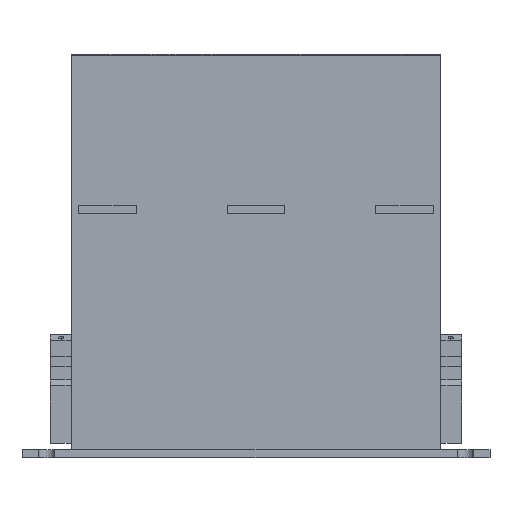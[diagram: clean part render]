
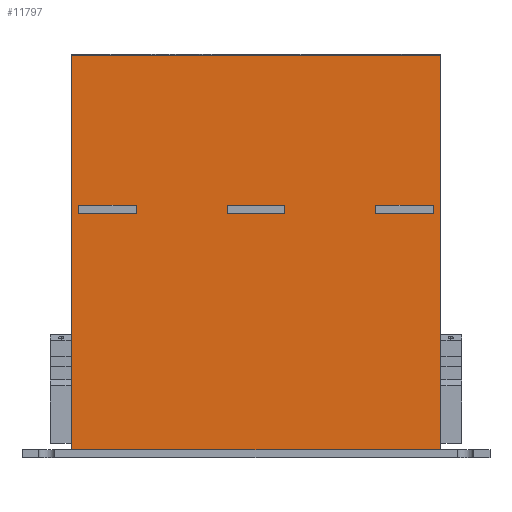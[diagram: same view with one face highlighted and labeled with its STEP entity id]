
A CAD part, front view. The second image highlights one B-rep face of the part: STEP entity #11797.
In plain terms, the highlighted planar face has unit normal (0, -1, 0).
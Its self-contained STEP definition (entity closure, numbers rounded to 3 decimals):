
#695=PLANE('',#12532);
#1311=FACE_OUTER_BOUND('',#1994,.T.);
#1994=EDGE_LOOP('',(#10798,#10799,#10800,#10801));
#3457=LINE('',#18519,#4996);
#3460=LINE('',#18525,#4999);
#3461=LINE('',#18527,#5000);
#3462=LINE('',#18528,#5001);
#4996=VECTOR('',#15219,304.8);
#4999=VECTOR('',#15224,304.8);
#5000=VECTOR('',#15225,304.8);
#5001=VECTOR('',#15226,304.8);
#6197=VERTEX_POINT('',#18515);
#6199=VERTEX_POINT('',#18518);
#6201=VERTEX_POINT('',#18524);
#6202=VERTEX_POINT('',#18526);
#7753=EDGE_CURVE('',#6199,#6197,#3457,.T.);
#7756=EDGE_CURVE('',#6201,#6197,#3460,.T.);
#7757=EDGE_CURVE('',#6202,#6201,#3461,.T.);
#7758=EDGE_CURVE('',#6199,#6202,#3462,.T.);
#10798=ORIENTED_EDGE('',*,*,#7756,.F.);
#10799=ORIENTED_EDGE('',*,*,#7757,.F.);
#10800=ORIENTED_EDGE('',*,*,#7758,.F.);
#10801=ORIENTED_EDGE('',*,*,#7753,.T.);
#11797=ADVANCED_FACE('',(#1311),#695,.T.);
#12532=AXIS2_PLACEMENT_3D('',#18523,#15222,#15223);
#15219=DIRECTION('',(0.,0.,1.));
#15222=DIRECTION('center_axis',(0.,-1.,0.));
#15223=DIRECTION('ref_axis',(0.,0.,-1.));
#15224=DIRECTION('',(1.,0.,0.));
#15225=DIRECTION('',(0.,0.,1.));
#15226=DIRECTION('',(-1.,0.,0.));
#18515=CARTESIAN_POINT('',(112.5,-118.803,245.));
#18518=CARTESIAN_POINT('',(112.5,-118.803,0.));
#18519=CARTESIAN_POINT('',(112.5,-118.803,0.));
#18523=CARTESIAN_POINT('Origin',(-112.5,-118.803,245.));
#18524=CARTESIAN_POINT('',(-112.5,-118.803,245.));
#18525=CARTESIAN_POINT('',(-112.5,-118.803,245.));
#18526=CARTESIAN_POINT('',(-112.5,-118.803,0.));
#18527=CARTESIAN_POINT('',(-112.5,-118.803,0.));
#18528=CARTESIAN_POINT('',(112.5,-118.803,0.));
